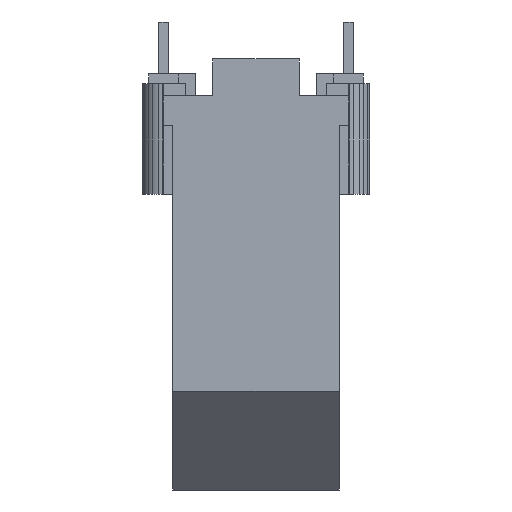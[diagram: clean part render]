
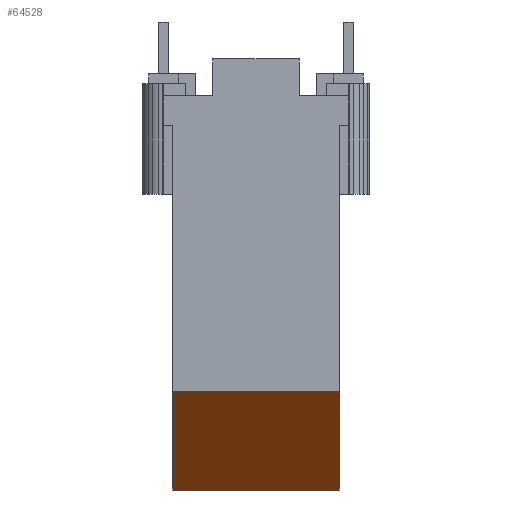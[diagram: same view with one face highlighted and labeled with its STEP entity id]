
A CAD part, front view. The second image highlights one B-rep face of the part: STEP entity #64528.
In plain terms, the highlighted planar face has unit normal (0, -0.707, -0.707).
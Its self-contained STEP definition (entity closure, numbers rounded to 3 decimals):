
#9900 = PLANE('',#9901);
#9901 = AXIS2_PLACEMENT_3D('',#9902,#9903,#9904);
#9902 = CARTESIAN_POINT('',(13.5,0.509,29.6));
#9903 = DIRECTION('',(1.,0.,0.));
#9904 = DIRECTION('',(0.,0.,1.));
#10025 = VERTEX_POINT('',#10026);
#10026 = CARTESIAN_POINT('',(13.5,0.,8.));
#10040 = PLANE('',#10041);
#10041 = AXIS2_PLACEMENT_3D('',#10042,#10043,#10044);
#10042 = CARTESIAN_POINT('',(14.3,0.,29.6));
#10043 = DIRECTION('',(0.,-1.,0.));
#10044 = DIRECTION('',(0.,0.,-1.));
#10052 = EDGE_CURVE('',#10053,#10025,#10055,.T.);
#10053 = VERTEX_POINT('',#10054);
#10054 = CARTESIAN_POINT('',(13.5,8.,0.));
#10055 = SURFACE_CURVE('',#10056,(#10060,#10067),.PCURVE_S1.);
#10056 = LINE('',#10057,#10058);
#10057 = CARTESIAN_POINT('',(13.5,8.,0.));
#10058 = VECTOR('',#10059,1.);
#10059 = DIRECTION('',(0.,-0.707,0.707));
#10060 = PCURVE('',#9900,#10061);
#10061 = DEFINITIONAL_REPRESENTATION('',(#10062),#10066);
#10062 = LINE('',#10063,#10064);
#10063 = CARTESIAN_POINT('',(-29.6,-7.491));
#10064 = VECTOR('',#10065,1.);
#10065 = DIRECTION('',(0.707,0.707));
#10066 = ( GEOMETRIC_REPRESENTATION_CONTEXT(2) 
PARAMETRIC_REPRESENTATION_CONTEXT() REPRESENTATION_CONTEXT('2D SPACE',''
  ) );
#10067 = PCURVE('',#10068,#10073);
#10068 = PLANE('',#10069);
#10069 = AXIS2_PLACEMENT_3D('',#10070,#10071,#10072);
#10070 = CARTESIAN_POINT('',(13.5,8.,0.));
#10071 = DIRECTION('',(0.,-0.707,
    -0.707));
#10072 = DIRECTION('',(0.,0.707,-0.707));
#10073 = DEFINITIONAL_REPRESENTATION('',(#10074),#10078);
#10074 = LINE('',#10075,#10076);
#10075 = CARTESIAN_POINT('',(0.,0.));
#10076 = VECTOR('',#10077,1.);
#10077 = DIRECTION('',(-1.,0.));
#10078 = ( GEOMETRIC_REPRESENTATION_CONTEXT(2) 
PARAMETRIC_REPRESENTATION_CONTEXT() REPRESENTATION_CONTEXT('2D SPACE',''
  ) );
#10096 = PLANE('',#10097);
#10097 = AXIS2_PLACEMENT_3D('',#10098,#10099,#10100);
#10098 = CARTESIAN_POINT('',(13.5,8.,0.));
#10099 = DIRECTION('',(0.,0.,-1.));
#10100 = DIRECTION('',(-1.,0.,0.));
#19960 = VERTEX_POINT('',#19961);
#19961 = CARTESIAN_POINT('',(0.,0.,8.));
#19975 = PLANE('',#19976);
#19976 = AXIS2_PLACEMENT_3D('',#19977,#19978,#19979);
#19977 = CARTESIAN_POINT('',(0.,31.491,29.6));
#19978 = DIRECTION('',(-1.,0.,0.));
#19979 = DIRECTION('',(0.,0.,-1.));
#19987 = EDGE_CURVE('',#19960,#10025,#19988,.T.);
#19988 = SURFACE_CURVE('',#19989,(#19993,#20000),.PCURVE_S1.);
#19989 = LINE('',#19990,#19991);
#19990 = CARTESIAN_POINT('',(0.,0.,8.));
#19991 = VECTOR('',#19992,1.);
#19992 = DIRECTION('',(1.,0.,0.));
#19993 = PCURVE('',#10040,#19994);
#19994 = DEFINITIONAL_REPRESENTATION('',(#19995),#19999);
#19995 = LINE('',#19996,#19997);
#19996 = CARTESIAN_POINT('',(21.6,-14.3));
#19997 = VECTOR('',#19998,1.);
#19998 = DIRECTION('',(0.,1.));
#19999 = ( GEOMETRIC_REPRESENTATION_CONTEXT(2) 
PARAMETRIC_REPRESENTATION_CONTEXT() REPRESENTATION_CONTEXT('2D SPACE',''
  ) );
#20000 = PCURVE('',#10068,#20001);
#20001 = DEFINITIONAL_REPRESENTATION('',(#20002),#20006);
#20002 = LINE('',#20003,#20004);
#20003 = CARTESIAN_POINT('',(-11.314,-13.5));
#20004 = VECTOR('',#20005,1.);
#20005 = DIRECTION('',(0.,1.));
#20006 = ( GEOMETRIC_REPRESENTATION_CONTEXT(2) 
PARAMETRIC_REPRESENTATION_CONTEXT() REPRESENTATION_CONTEXT('2D SPACE',''
  ) );
#37561 = VERTEX_POINT('',#37562);
#37562 = CARTESIAN_POINT('',(0.,8.,0.));
#37583 = EDGE_CURVE('',#19960,#37561,#37584,.T.);
#37584 = SURFACE_CURVE('',#37585,(#37589,#37596),.PCURVE_S1.);
#37585 = LINE('',#37586,#37587);
#37586 = CARTESIAN_POINT('',(0.,0.,8.));
#37587 = VECTOR('',#37588,1.);
#37588 = DIRECTION('',(0.,0.707,-0.707));
#37589 = PCURVE('',#19975,#37590);
#37590 = DEFINITIONAL_REPRESENTATION('',(#37591),#37595);
#37591 = LINE('',#37592,#37593);
#37592 = CARTESIAN_POINT('',(21.6,31.491));
#37593 = VECTOR('',#37594,1.);
#37594 = DIRECTION('',(0.707,-0.707));
#37595 = ( GEOMETRIC_REPRESENTATION_CONTEXT(2) 
PARAMETRIC_REPRESENTATION_CONTEXT() REPRESENTATION_CONTEXT('2D SPACE',''
  ) );
#37596 = PCURVE('',#10068,#37597);
#37597 = DEFINITIONAL_REPRESENTATION('',(#37598),#37602);
#37598 = LINE('',#37599,#37600);
#37599 = CARTESIAN_POINT('',(-11.314,-13.5));
#37600 = VECTOR('',#37601,1.);
#37601 = DIRECTION('',(1.,0.));
#37602 = ( GEOMETRIC_REPRESENTATION_CONTEXT(2) 
PARAMETRIC_REPRESENTATION_CONTEXT() REPRESENTATION_CONTEXT('2D SPACE',''
  ) );
#54446 = EDGE_CURVE('',#10053,#37561,#54447,.T.);
#54447 = SURFACE_CURVE('',#54448,(#54452,#54459),.PCURVE_S1.);
#54448 = LINE('',#54449,#54450);
#54449 = CARTESIAN_POINT('',(13.5,8.,0.));
#54450 = VECTOR('',#54451,1.);
#54451 = DIRECTION('',(-1.,0.,0.));
#54452 = PCURVE('',#10096,#54453);
#54453 = DEFINITIONAL_REPRESENTATION('',(#54454),#54458);
#54454 = LINE('',#54455,#54456);
#54455 = CARTESIAN_POINT('',(0.,0.));
#54456 = VECTOR('',#54457,1.);
#54457 = DIRECTION('',(1.,0.));
#54458 = ( GEOMETRIC_REPRESENTATION_CONTEXT(2) 
PARAMETRIC_REPRESENTATION_CONTEXT() REPRESENTATION_CONTEXT('2D SPACE',''
  ) );
#54459 = PCURVE('',#10068,#54460);
#54460 = DEFINITIONAL_REPRESENTATION('',(#54461),#54465);
#54461 = LINE('',#54462,#54463);
#54462 = CARTESIAN_POINT('',(0.,0.));
#54463 = VECTOR('',#54464,1.);
#54464 = DIRECTION('',(0.,-1.));
#54465 = ( GEOMETRIC_REPRESENTATION_CONTEXT(2) 
PARAMETRIC_REPRESENTATION_CONTEXT() REPRESENTATION_CONTEXT('2D SPACE',''
  ) );
#64528 = ADVANCED_FACE('',(#64529),#10068,.T.);
#64529 = FACE_BOUND('',#64530,.T.);
#64530 = EDGE_LOOP('',(#64531,#64532,#64533,#64534));
#64531 = ORIENTED_EDGE('',*,*,#10052,.T.);
#64532 = ORIENTED_EDGE('',*,*,#19987,.F.);
#64533 = ORIENTED_EDGE('',*,*,#37583,.T.);
#64534 = ORIENTED_EDGE('',*,*,#54446,.F.);
